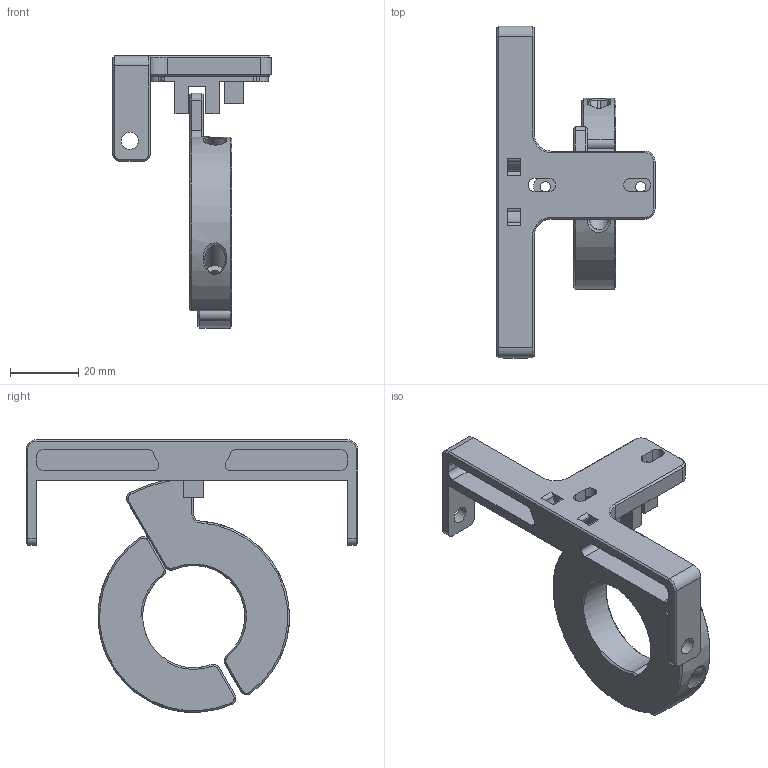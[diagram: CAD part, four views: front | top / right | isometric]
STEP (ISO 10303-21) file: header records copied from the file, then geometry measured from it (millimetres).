
FILE_DESCRIPTION(/* description */ (''),/* implementation_level */ '2;1');
FILE_NAME(/* name */ 'Endstop Elevation.step',/* time_stamp */ '2021-01-28T15:24:16+01:00',/* author */ (''),/* organization */ (''),/* preprocessor_version */ 'ST-DEVELOPER v18.1',/* originating_system */ 'Autodesk Translation Framework v9.7.0.1280',/* authorisation */ '');
FILE_SCHEMA (('AUTOMOTIVE_DESIGN { 1 0 10303 214 3 1 1 }'));
Length unit declared in the file: millimetre
Products named in the file (4): Endstop Elevation; Endstop (1) (1); Endstop (1); Endstop Mount  (1)
Assembly tree (3 placements, depth 3):
  Endstop Elevation
    Endstop (1) (1)
      Endstop (1)
      Endstop Mount  (1)
Bounding box: 46.5 x 97.5 x 80.11 mm (x, y, z)
Volume: 33370.3 mm3; surface area: 19705.7 mm2
Topology: 4 solids, 4 shells, 327 faces, 833 edges, 523 vertices
Faces by surface type: plane 125, cylinder 104, cone 52, bspline 46
Full cylindrical faces by diameter (mm): 3 x6, 3.8 x2, 5 x2, 6 x3
Entity records: 11324 total; most frequent: CARTESIAN_POINT 3361, ORIENTED_EDGE 1666, DIRECTION 1566, EDGE_CURVE 833, AXIS2_PLACEMENT_3D 542, VERTEX_POINT 523, LINE 482, VECTOR 482
